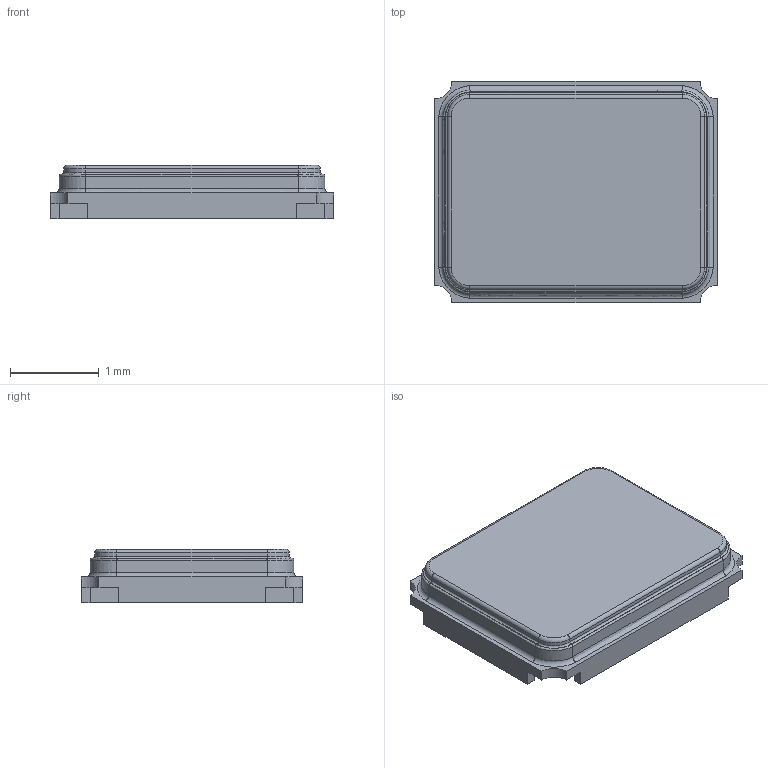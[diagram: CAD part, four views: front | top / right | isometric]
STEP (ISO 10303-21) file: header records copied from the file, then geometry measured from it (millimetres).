
FILE_DESCRIPTION(('FreeCAD Model'),'2;1');
FILE_NAME('Crystal_SMD_3225-4pin_3.2x2.5mm.step','2017-08-11T21:40:18',('kicad StepUp'),('ksu MCAD'), 'Open CASCADE STEP processor 6.8','FreeCAD','Unknown');
FILE_SCHEMA(('AUTOMOTIVE_DESIGN_CC2 { 1 2 10303 214 -1 1 5 4 }'));
Length unit declared in the file: millimetre
Products named in the file (1): Crystal_SMD_3225-4pin_3.2x2.5mm
Bounding box: 3.2 x 2.5 x 0.6 mm (x, y, z)
Volume: 3.8 mm3; surface area: 23.1 mm2
Topology: 1 solids, 1 shells, 92 faces, 231 edges, 142 vertices
Faces by surface type: plane 48, cylinder 20, torus 12, bspline 12
Entity records: 3833 total; most frequent: CARTESIAN_POINT 1086, ORIENTED_EDGE 462, DIRECTION 401, EDGE_CURVE 231, VERTEX_POINT 142, LINE 135, VECTOR 135, AXIS2_PLACEMENT_3D 133
